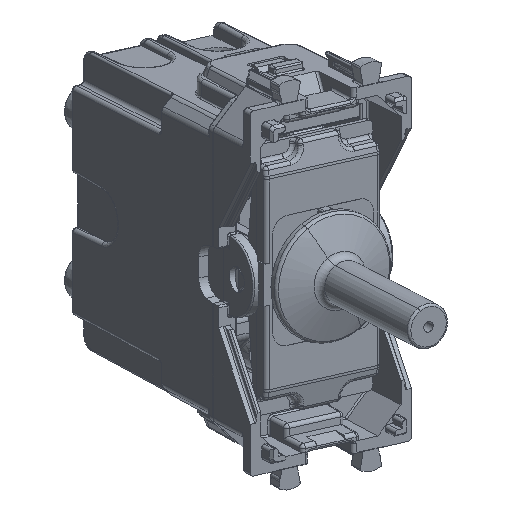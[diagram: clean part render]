
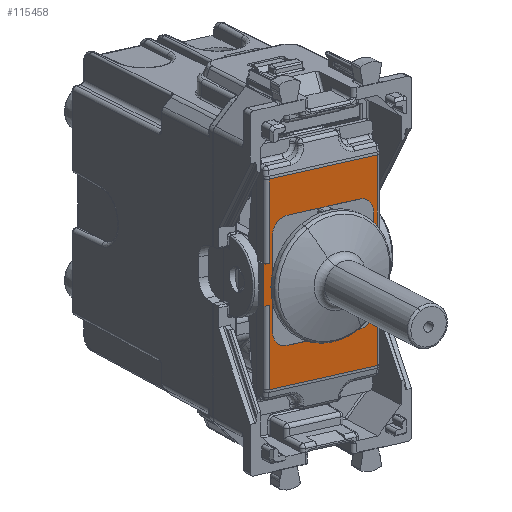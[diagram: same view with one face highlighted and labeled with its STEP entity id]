
A CAD part, top view. The second image highlights one B-rep face of the part: STEP entity #115458.
In plain terms, the highlighted face is planar.
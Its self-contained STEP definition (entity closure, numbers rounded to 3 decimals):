
#105527=CARTESIAN_POINT('Axis2P3D Location',(0.,0.,2.)) ;
#109088=CARTESIAN_POINT('Vertex',(2.585,-8.25,2.)) ;
#109091=CARTESIAN_POINT('Line Origine',(0.,-8.25,2.)) ;
#109095=CARTESIAN_POINT('Vertex',(-2.585,-8.25,2.)) ;
#109333=CARTESIAN_POINT('Vertex',(-2.585,8.25,2.)) ;
#109336=CARTESIAN_POINT('Line Origine',(0.,8.25,2.)) ;
#109340=CARTESIAN_POINT('Vertex',(2.585,8.25,2.)) ;
#113283=CARTESIAN_POINT('Vertex',(-6.,7.,2.)) ;
#113297=CARTESIAN_POINT('Vertex',(6.,7.,2.)) ;
#113300=CARTESIAN_POINT('Line Origine',(0.,7.,2.)) ;
#113317=CARTESIAN_POINT('Axis2P3D Location',(-6.,5.,2.)) ;
#113321=CARTESIAN_POINT('Vertex',(-8.,5.,2.)) ;
#113354=CARTESIAN_POINT('Vertex',(-8.,0.55,2.)) ;
#113362=CARTESIAN_POINT('Line Origine',(-8.,2.775,2.)) ;
#113378=CARTESIAN_POINT('Vertex',(-8.,-0.55,2.)) ;
#113383=CARTESIAN_POINT('Line Origine',(-8.,-2.775,2.)) ;
#113387=CARTESIAN_POINT('Vertex',(-8.,-5.,2.)) ;
#113414=CARTESIAN_POINT('Axis2P3D Location',(-6.,-5.,2.)) ;
#113418=CARTESIAN_POINT('Vertex',(-6.,-7.,2.)) ;
#113451=CARTESIAN_POINT('Vertex',(6.,-7.,2.)) ;
#113459=CARTESIAN_POINT('Line Origine',(0.,-7.,2.)) ;
#113476=CARTESIAN_POINT('Axis2P3D Location',(6.,-5.,2.)) ;
#113480=CARTESIAN_POINT('Vertex',(8.,-5.,2.)) ;
#113511=CARTESIAN_POINT('Vertex',(8.,-0.55,2.)) ;
#113521=CARTESIAN_POINT('Line Origine',(8.,-2.775,2.)) ;
#113539=CARTESIAN_POINT('Vertex',(8.,0.55,2.)) ;
#113542=CARTESIAN_POINT('Line Origine',(8.,2.775,2.)) ;
#113546=CARTESIAN_POINT('Vertex',(8.,5.,2.)) ;
#113573=CARTESIAN_POINT('Axis2P3D Location',(6.,5.,2.)) ;
#114442=CARTESIAN_POINT('Vertex',(2.585,-7.477,2.)) ;
#114447=CARTESIAN_POINT('Line Origine',(2.585,-7.739,2.)) ;
#114451=CARTESIAN_POINT('Vertex',(2.585,-8.,2.)) ;
#114454=CARTESIAN_POINT('Line Origine',(2.585,-8.125,2.)) ;
#114554=CARTESIAN_POINT('Vertex',(12.949,-7.477,2.)) ;
#114654=CARTESIAN_POINT('Line Origine',(0.,-7.477,2.)) ;
#114678=CARTESIAN_POINT('Line Origine',(-2.585,-8.125,2.)) ;
#114682=CARTESIAN_POINT('Vertex',(-2.585,-8.,2.)) ;
#114685=CARTESIAN_POINT('Line Origine',(-2.585,-7.739,2.)) ;
#114689=CARTESIAN_POINT('Vertex',(-2.585,-7.477,2.)) ;
#114856=CARTESIAN_POINT('Vertex',(-12.949,-7.477,2.)) ;
#114879=CARTESIAN_POINT('Line Origine',(0.,-7.477,2.)) ;
#114896=CARTESIAN_POINT('Line Origine',(-2.585,7.739,2.)) ;
#114900=CARTESIAN_POINT('Vertex',(-2.585,7.477,2.)) ;
#114902=CARTESIAN_POINT('Vertex',(-2.585,8.,2.)) ;
#114905=CARTESIAN_POINT('Line Origine',(-2.585,8.125,2.)) ;
#114993=CARTESIAN_POINT('Line Origine',(-12.949,0.,2.)) ;
#114997=CARTESIAN_POINT('Vertex',(-12.949,7.477,2.)) ;
#115141=CARTESIAN_POINT('Line Origine',(0.,7.477,2.)) ;
#115301=CARTESIAN_POINT('Line Origine',(2.585,7.739,2.)) ;
#115305=CARTESIAN_POINT('Vertex',(2.585,8.,2.)) ;
#115307=CARTESIAN_POINT('Vertex',(2.585,7.477,2.)) ;
#115334=CARTESIAN_POINT('Line Origine',(2.585,8.125,2.)) ;
#115384=CARTESIAN_POINT('Line Origine',(12.949,0.,2.)) ;
#115388=CARTESIAN_POINT('Vertex',(12.949,7.477,2.)) ;
#115411=CARTESIAN_POINT('Line Origine',(7.767,7.477,2.)) ;
#115434=CARTESIAN_POINT('Line Origine',(8.,0.,2.)) ;
#115439=CARTESIAN_POINT('Line Origine',(-8.,0.,2.)) ;
#105528=DIRECTION('Axis2P3D Direction',(0.,0.,1.)) ;
#105529=DIRECTION('Axis2P3D XDirection',(1.,0.,0.)) ;
#109092=DIRECTION('Vector Direction',(1.,0.,0.)) ;
#109337=DIRECTION('Vector Direction',(1.,0.,0.)) ;
#113301=DIRECTION('Vector Direction',(1.,0.,0.)) ;
#113318=DIRECTION('Axis2P3D Direction',(0.,0.,1.)) ;
#113363=DIRECTION('Vector Direction',(0.,-1.,0.)) ;
#113384=DIRECTION('Vector Direction',(0.,-1.,0.)) ;
#113415=DIRECTION('Axis2P3D Direction',(0.,0.,1.)) ;
#113460=DIRECTION('Vector Direction',(-1.,0.,0.)) ;
#113477=DIRECTION('Axis2P3D Direction',(0.,0.,1.)) ;
#113522=DIRECTION('Vector Direction',(0.,1.,0.)) ;
#113543=DIRECTION('Vector Direction',(0.,1.,0.)) ;
#113574=DIRECTION('Axis2P3D Direction',(0.,0.,1.)) ;
#114448=DIRECTION('Vector Direction',(0.,-1.,0.)) ;
#114455=DIRECTION('Vector Direction',(0.,1.,0.)) ;
#114655=DIRECTION('Vector Direction',(1.,0.,0.)) ;
#114679=DIRECTION('Vector Direction',(0.,1.,0.)) ;
#114686=DIRECTION('Vector Direction',(0.,-1.,0.)) ;
#114880=DIRECTION('Vector Direction',(1.,0.,0.)) ;
#114897=DIRECTION('Vector Direction',(0.,-1.,0.)) ;
#114906=DIRECTION('Vector Direction',(0.,1.,0.)) ;
#114994=DIRECTION('Vector Direction',(0.,1.,0.)) ;
#115142=DIRECTION('Vector Direction',(1.,0.,0.)) ;
#115302=DIRECTION('Vector Direction',(0.,-1.,0.)) ;
#115335=DIRECTION('Vector Direction',(0.,1.,0.)) ;
#115385=DIRECTION('Vector Direction',(0.,-1.,0.)) ;
#115412=DIRECTION('Vector Direction',(1.,0.,0.)) ;
#115435=DIRECTION('Vector Direction',(0.,1.,0.)) ;
#115440=DIRECTION('Vector Direction',(0.,-1.,0.)) ;
#105530=AXIS2_PLACEMENT_3D('Plane Axis2P3D',#105527,#105528,#105529) ;
#113319=AXIS2_PLACEMENT_3D('Circle Axis2P3D',#113317,#113318,$) ;
#113416=AXIS2_PLACEMENT_3D('Circle Axis2P3D',#113414,#113415,$) ;
#113478=AXIS2_PLACEMENT_3D('Circle Axis2P3D',#113476,#113477,$) ;
#113575=AXIS2_PLACEMENT_3D('Circle Axis2P3D',#113573,#113574,$) ;
#115417=ORIENTED_EDGE('',*,*,#115309,.F.) ;
#115418=ORIENTED_EDGE('',*,*,#115338,.T.) ;
#115419=ORIENTED_EDGE('',*,*,#109342,.F.) ;
#115420=ORIENTED_EDGE('',*,*,#114909,.F.) ;
#115421=ORIENTED_EDGE('',*,*,#114904,.F.) ;
#115422=ORIENTED_EDGE('',*,*,#115145,.T.) ;
#115423=ORIENTED_EDGE('',*,*,#114999,.T.) ;
#115424=ORIENTED_EDGE('',*,*,#114883,.T.) ;
#115425=ORIENTED_EDGE('',*,*,#114691,.F.) ;
#115426=ORIENTED_EDGE('',*,*,#114684,.T.) ;
#115427=ORIENTED_EDGE('',*,*,#109097,.T.) ;
#115428=ORIENTED_EDGE('',*,*,#114458,.F.) ;
#115429=ORIENTED_EDGE('',*,*,#114453,.F.) ;
#115430=ORIENTED_EDGE('',*,*,#114658,.T.) ;
#115431=ORIENTED_EDGE('',*,*,#115390,.T.) ;
#115432=ORIENTED_EDGE('',*,*,#115415,.T.) ;
#115445=ORIENTED_EDGE('',*,*,#113548,.F.) ;
#115446=ORIENTED_EDGE('',*,*,#115438,.T.) ;
#115447=ORIENTED_EDGE('',*,*,#113525,.F.) ;
#115448=ORIENTED_EDGE('',*,*,#113482,.F.) ;
#115449=ORIENTED_EDGE('',*,*,#113463,.T.) ;
#115450=ORIENTED_EDGE('',*,*,#113420,.F.) ;
#115451=ORIENTED_EDGE('',*,*,#113389,.F.) ;
#115452=ORIENTED_EDGE('',*,*,#115443,.F.) ;
#115453=ORIENTED_EDGE('',*,*,#113366,.F.) ;
#115454=ORIENTED_EDGE('',*,*,#113323,.F.) ;
#115455=ORIENTED_EDGE('',*,*,#113304,.T.) ;
#115456=ORIENTED_EDGE('',*,*,#113577,.F.) ;
#115457=FACE_BOUND('',#115444,.T.) ;
#109093=VECTOR('Line Direction',#109092,1.) ;
#109338=VECTOR('Line Direction',#109337,1.) ;
#113302=VECTOR('Line Direction',#113301,1.) ;
#113364=VECTOR('Line Direction',#113363,1.) ;
#113385=VECTOR('Line Direction',#113384,1.) ;
#113461=VECTOR('Line Direction',#113460,1.) ;
#113523=VECTOR('Line Direction',#113522,1.) ;
#113544=VECTOR('Line Direction',#113543,1.) ;
#114449=VECTOR('Line Direction',#114448,1.) ;
#114456=VECTOR('Line Direction',#114455,1.) ;
#114656=VECTOR('Line Direction',#114655,1.) ;
#114680=VECTOR('Line Direction',#114679,1.) ;
#114687=VECTOR('Line Direction',#114686,1.) ;
#114881=VECTOR('Line Direction',#114880,1.) ;
#114898=VECTOR('Line Direction',#114897,1.) ;
#114907=VECTOR('Line Direction',#114906,1.) ;
#114995=VECTOR('Line Direction',#114994,1.) ;
#115143=VECTOR('Line Direction',#115142,1.) ;
#115303=VECTOR('Line Direction',#115302,1.) ;
#115336=VECTOR('Line Direction',#115335,1.) ;
#115386=VECTOR('Line Direction',#115385,1.) ;
#115413=VECTOR('Line Direction',#115412,1.) ;
#115436=VECTOR('Line Direction',#115435,1.) ;
#115441=VECTOR('Line Direction',#115440,1.) ;
#115458=ADVANCED_FACE('PartBody',(#115433,#115457),#105531,.T.) ;
#113320=CIRCLE('generated circle',#113319,2.) ;
#113417=CIRCLE('generated circle',#113416,2.) ;
#113479=CIRCLE('generated circle',#113478,2.) ;
#113576=CIRCLE('generated circle',#113575,2.) ;
#109097=EDGE_CURVE('',#109096,#109089,#109094,.T.) ;
#109342=EDGE_CURVE('',#109334,#109341,#109339,.T.) ;
#113304=EDGE_CURVE('',#113284,#113298,#113303,.T.) ;
#113323=EDGE_CURVE('',#113284,#113322,#113320,.T.) ;
#113366=EDGE_CURVE('',#113322,#113355,#113365,.T.) ;
#113389=EDGE_CURVE('',#113379,#113388,#113386,.T.) ;
#113420=EDGE_CURVE('',#113388,#113419,#113417,.T.) ;
#113463=EDGE_CURVE('',#113452,#113419,#113462,.T.) ;
#113482=EDGE_CURVE('',#113452,#113481,#113479,.T.) ;
#113525=EDGE_CURVE('',#113481,#113512,#113524,.T.) ;
#113548=EDGE_CURVE('',#113540,#113547,#113545,.T.) ;
#113577=EDGE_CURVE('',#113547,#113298,#113576,.T.) ;
#114453=EDGE_CURVE('',#114443,#114452,#114450,.T.) ;
#114458=EDGE_CURVE('',#114452,#109089,#114457,.F.) ;
#114658=EDGE_CURVE('',#114443,#114555,#114657,.T.) ;
#114684=EDGE_CURVE('',#114683,#109096,#114681,.F.) ;
#114691=EDGE_CURVE('',#114683,#114690,#114688,.F.) ;
#114883=EDGE_CURVE('',#114857,#114690,#114882,.T.) ;
#114904=EDGE_CURVE('',#114901,#114903,#114899,.F.) ;
#114909=EDGE_CURVE('',#114903,#109334,#114908,.T.) ;
#114999=EDGE_CURVE('',#114998,#114857,#114996,.F.) ;
#115145=EDGE_CURVE('',#114901,#114998,#115144,.F.) ;
#115309=EDGE_CURVE('',#115306,#115308,#115304,.T.) ;
#115338=EDGE_CURVE('',#115306,#109341,#115337,.T.) ;
#115390=EDGE_CURVE('',#114555,#115389,#115387,.F.) ;
#115415=EDGE_CURVE('',#115389,#115308,#115414,.F.) ;
#115438=EDGE_CURVE('',#113540,#113512,#115437,.F.) ;
#115443=EDGE_CURVE('',#113355,#113379,#115442,.T.) ;
#115416=EDGE_LOOP('',(#115417,#115418,#115419,#115420,#115421,#115422,#115423,#115424,#115425,#115426,#115427,#115428,#115429,#115430,#115431,#115432)) ;
#115444=EDGE_LOOP('',(#115445,#115446,#115447,#115448,#115449,#115450,#115451,#115452,#115453,#115454,#115455,#115456)) ;
#115433=FACE_OUTER_BOUND('',#115416,.T.) ;
#109094=LINE('Line',#109091,#109093) ;
#109339=LINE('Line',#109336,#109338) ;
#113303=LINE('Line',#113300,#113302) ;
#113365=LINE('Line',#113362,#113364) ;
#113386=LINE('Line',#113383,#113385) ;
#113462=LINE('Line',#113459,#113461) ;
#113524=LINE('Line',#113521,#113523) ;
#113545=LINE('Line',#113542,#113544) ;
#114450=LINE('Line',#114447,#114449) ;
#114457=LINE('Line',#114454,#114456) ;
#114657=LINE('Line',#114654,#114656) ;
#114681=LINE('Line',#114678,#114680) ;
#114688=LINE('Line',#114685,#114687) ;
#114882=LINE('Line',#114879,#114881) ;
#114899=LINE('Line',#114896,#114898) ;
#114908=LINE('Line',#114905,#114907) ;
#114996=LINE('Line',#114993,#114995) ;
#115144=LINE('Line',#115141,#115143) ;
#115304=LINE('Line',#115301,#115303) ;
#115337=LINE('Line',#115334,#115336) ;
#115387=LINE('Line',#115384,#115386) ;
#115414=LINE('Line',#115411,#115413) ;
#115437=LINE('Line',#115434,#115436) ;
#115442=LINE('Line',#115439,#115441) ;
#105531=PLANE('',#105530) ;
#109089=VERTEX_POINT('',#109088) ;
#109096=VERTEX_POINT('',#109095) ;
#109334=VERTEX_POINT('',#109333) ;
#109341=VERTEX_POINT('',#109340) ;
#113284=VERTEX_POINT('',#113283) ;
#113298=VERTEX_POINT('',#113297) ;
#113322=VERTEX_POINT('',#113321) ;
#113355=VERTEX_POINT('',#113354) ;
#113379=VERTEX_POINT('',#113378) ;
#113388=VERTEX_POINT('',#113387) ;
#113419=VERTEX_POINT('',#113418) ;
#113452=VERTEX_POINT('',#113451) ;
#113481=VERTEX_POINT('',#113480) ;
#113512=VERTEX_POINT('',#113511) ;
#113540=VERTEX_POINT('',#113539) ;
#113547=VERTEX_POINT('',#113546) ;
#114443=VERTEX_POINT('',#114442) ;
#114452=VERTEX_POINT('',#114451) ;
#114555=VERTEX_POINT('',#114554) ;
#114683=VERTEX_POINT('',#114682) ;
#114690=VERTEX_POINT('',#114689) ;
#114857=VERTEX_POINT('',#114856) ;
#114901=VERTEX_POINT('',#114900) ;
#114903=VERTEX_POINT('',#114902) ;
#114998=VERTEX_POINT('',#114997) ;
#115306=VERTEX_POINT('',#115305) ;
#115308=VERTEX_POINT('',#115307) ;
#115389=VERTEX_POINT('',#115388) ;
